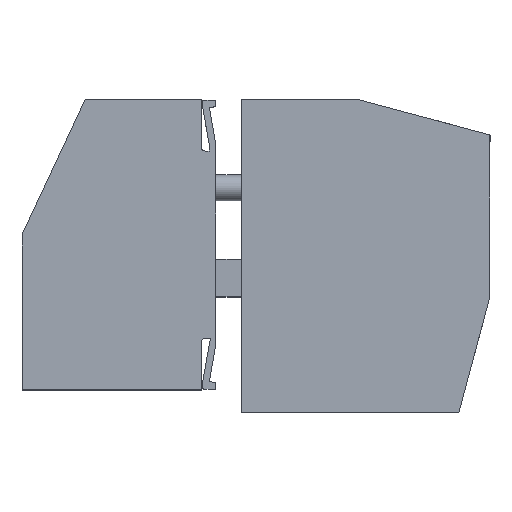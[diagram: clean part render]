
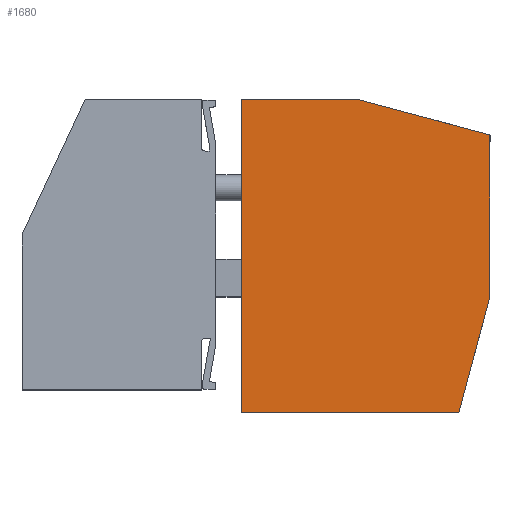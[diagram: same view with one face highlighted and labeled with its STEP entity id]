
A CAD part, top view. The second image highlights one B-rep face of the part: STEP entity #1680.
In plain terms, the highlighted face is planar.
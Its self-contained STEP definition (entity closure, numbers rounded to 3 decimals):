
#660=CARTESIAN_POINT('',(110.122,254.979,-7.55));
#670=VERTEX_POINT('',#660);
#750=CARTESIAN_POINT('',(92.122,254.979,-7.55));
#760=VERTEX_POINT('',#750);
#790=CARTESIAN_POINT('',(110.122,254.979,-7.55));
#800=DIRECTION('',(-1.,0.,0.));
#810=VECTOR('',#800,1.);
#820=LINE('',#790,#810);
#830=EDGE_CURVE('',#670,#760,#820,.T.);
#1220=CARTESIAN_POINT('',(0.,0.,-7.55));
#1230=DIRECTION('',(0.,0.,1.));
#1240=DIRECTION('',(1.,0.,0.));
#1250=AXIS2_PLACEMENT_3D('',#1220,#1230,#1240);
#1260=PLANE('',#1250);
#1270=CARTESIAN_POINT('',(71.622,249.486,-7.55));
#1280=DIRECTION('',(0.966,0.259,0.));
#1290=VECTOR('',#1280,1.);
#1300=LINE('',#1270,#1290);
#1310=CARTESIAN_POINT('',(71.622,249.486,-7.55));
#1320=VERTEX_POINT('',#1310);
#1330=EDGE_CURVE('',#1320,#760,#1300,.T.);
#1340=ORIENTED_EDGE('',*,*,#1330,.T.);
#1350=CARTESIAN_POINT('',(71.622,249.486,-7.55));
#1360=DIRECTION('',(0.,-1.,0.));
#1370=VECTOR('',#1360,1.);
#1380=LINE('',#1350,#1370);
#1390=CARTESIAN_POINT('',(71.622,224.479,-7.55));
#1400=VERTEX_POINT('',#1390);
#1410=EDGE_CURVE('',#1320,#1400,#1380,.T.);
#1420=ORIENTED_EDGE('',*,*,#1410,.F.);
#1430=CARTESIAN_POINT('',(76.445,206.479,-7.55));
#1440=DIRECTION('',(-0.259,0.966,0.));
#1450=VECTOR('',#1440,1.);
#1460=LINE('',#1430,#1450);
#1470=CARTESIAN_POINT('',(76.445,206.479,-7.55));
#1480=VERTEX_POINT('',#1470);
#1490=EDGE_CURVE('',#1480,#1400,#1460,.T.);
#1500=ORIENTED_EDGE('',*,*,#1490,.T.);
#1510=CARTESIAN_POINT('',(110.122,206.479,-7.55));
#1520=DIRECTION('',(-1.,0.,0.));
#1530=VECTOR('',#1520,1.);
#1540=LINE('',#1510,#1530);
#1550=CARTESIAN_POINT('',(110.122,206.479,-7.55));
#1560=VERTEX_POINT('',#1550);
#1570=EDGE_CURVE('',#1560,#1480,#1540,.T.);
#1580=ORIENTED_EDGE('',*,*,#1570,.T.);
#1590=CARTESIAN_POINT('',(110.122,254.979,-7.55));
#1600=DIRECTION('',(0.,-1.,0.));
#1610=VECTOR('',#1600,1.);
#1620=LINE('',#1590,#1610);
#1630=EDGE_CURVE('',#670,#1560,#1620,.T.);
#1640=ORIENTED_EDGE('',*,*,#1630,.T.);
#1650=ORIENTED_EDGE('',*,*,#830,.F.);
#1660=EDGE_LOOP('',(#1650,#1640,#1580,#1500,#1420,#1340));
#1670=FACE_OUTER_BOUND('',#1660,.T.);
#1680=ADVANCED_FACE('',(#1670),#1260,.F.);
